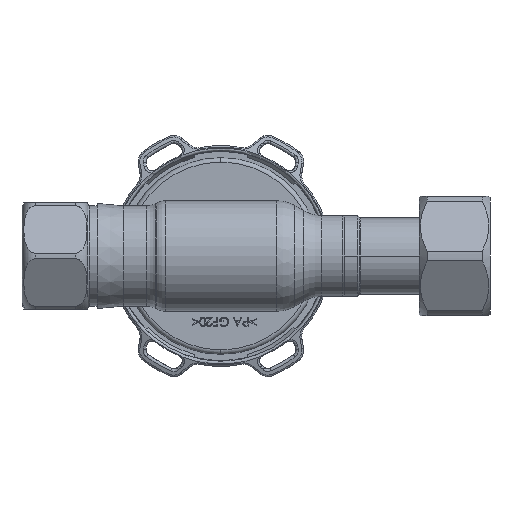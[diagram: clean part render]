
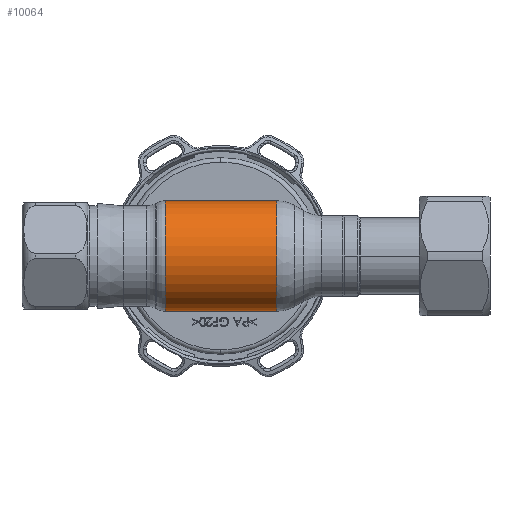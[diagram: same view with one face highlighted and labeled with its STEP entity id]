
A CAD part, front view. The second image highlights one B-rep face of the part: STEP entity #10064.
In plain terms, the highlighted cylindrical face has radius 12.5 mm (diameter 25 mm), a partial arc.
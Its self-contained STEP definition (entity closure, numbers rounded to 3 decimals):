
#115 = LINE ( 'NONE', #25071, #13178 ) ;
#341 = VERTEX_POINT ( 'NONE', #17907 ) ;
#692 = CARTESIAN_POINT ( 'NONE',  ( 12.606, 0., 0. ) ) ;
#943 = VERTEX_POINT ( 'NONE', #6752 ) ;
#3095 = EDGE_CURVE ( 'NONE', #943, #341, #115, .T. ) ;
#3524 = ORIENTED_EDGE ( 'NONE', *, *, #34612, .F. ) ;
#4033 = CARTESIAN_POINT ( 'NONE',  ( -12.606, 0., 12.5 ) ) ;
#4982 = DIRECTION ( 'NONE',  ( 1., 0., 0. ) ) ;
#6309 = CIRCLE ( 'NONE', #17028, 12.5 ) ;
#6752 = CARTESIAN_POINT ( 'NONE',  ( -12.606, 0., -12.5 ) ) ;
#7167 = DIRECTION ( 'NONE',  ( 1., 0., 0. ) ) ;
#9456 = DIRECTION ( 'NONE',  ( 1., 0., 0. ) ) ;
#9996 = CARTESIAN_POINT ( 'NONE',  ( -12.606, 0., 0. ) ) ;
#10064 = ADVANCED_FACE ( 'NONE', ( #13726 ), #33281, .T. ) ;
#10108 = VERTEX_POINT ( 'NONE', #36295 ) ;
#10718 = LINE ( 'NONE', #13314, #29638 ) ;
#12209 = EDGE_LOOP ( 'NONE', ( #27797, #31704, #28845, #3524 ) ) ;
#12613 = DIRECTION ( 'NONE',  ( 0., 0., -1. ) ) ;
#13178 = VECTOR ( 'NONE', #34006, 1000. ) ;
#13314 = CARTESIAN_POINT ( 'NONE',  ( 62.69, 0., 12.5 ) ) ;
#13726 = FACE_OUTER_BOUND ( 'NONE', #12209, .T. ) ;
#14127 = AXIS2_PLACEMENT_3D ( 'NONE', #692, #9456, #12613 ) ;
#17028 = AXIS2_PLACEMENT_3D ( 'NONE', #9996, #24294, #35656 ) ;
#17146 = VERTEX_POINT ( 'NONE', #4033 ) ;
#17907 = CARTESIAN_POINT ( 'NONE',  ( 12.606, 0., -12.5 ) ) ;
#18943 = CARTESIAN_POINT ( 'NONE',  ( 62.69, 0., 0. ) ) ;
#19122 = DIRECTION ( 'NONE',  ( 0., 0., -1. ) ) ;
#23042 = EDGE_CURVE ( 'NONE', #17146, #943, #6309, .T. ) ;
#23668 = CIRCLE ( 'NONE', #14127, 12.5 ) ;
#24294 = DIRECTION ( 'NONE',  ( 1., 0., 0. ) ) ;
#25071 = CARTESIAN_POINT ( 'NONE',  ( 62.69, 0., -12.5 ) ) ;
#25478 = EDGE_CURVE ( 'NONE', #17146, #10108, #10718, .T. ) ;
#26471 = AXIS2_PLACEMENT_3D ( 'NONE', #18943, #4982, #19122 ) ;
#27797 = ORIENTED_EDGE ( 'NONE', *, *, #25478, .F. ) ;
#28845 = ORIENTED_EDGE ( 'NONE', *, *, #3095, .T. ) ;
#29638 = VECTOR ( 'NONE', #7167, 1000. ) ;
#31704 = ORIENTED_EDGE ( 'NONE', *, *, #23042, .T. ) ;
#33281 = CYLINDRICAL_SURFACE ( 'NONE', #26471, 12.5 ) ;
#34006 = DIRECTION ( 'NONE',  ( 1., 0., 0. ) ) ;
#34612 = EDGE_CURVE ( 'NONE', #10108, #341, #23668, .T. ) ;
#35656 = DIRECTION ( 'NONE',  ( 0., 0., -1. ) ) ;
#36295 = CARTESIAN_POINT ( 'NONE',  ( 12.606, 0., 12.5 ) ) ;
